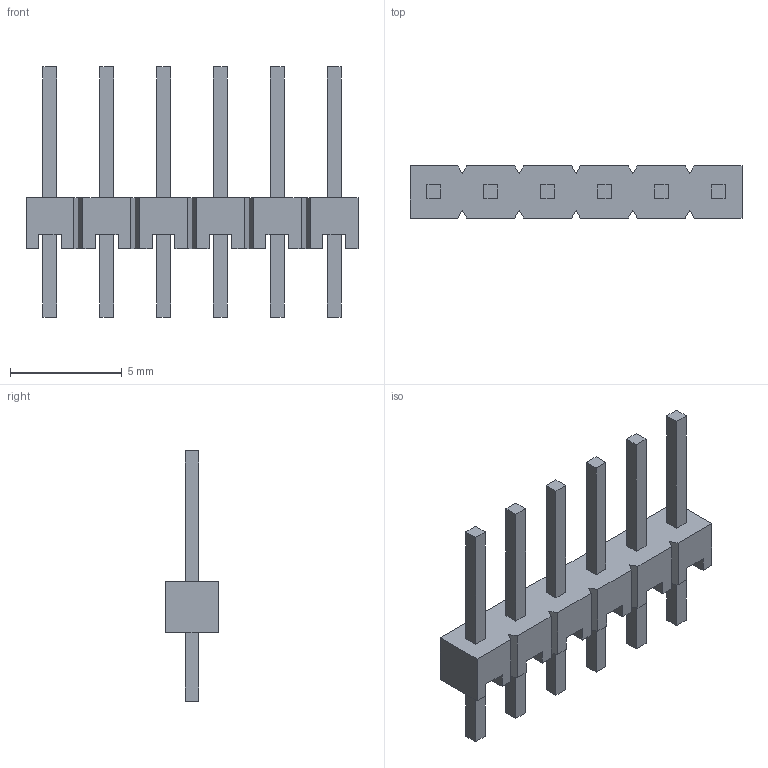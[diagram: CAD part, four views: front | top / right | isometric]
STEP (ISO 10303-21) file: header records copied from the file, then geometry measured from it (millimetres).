
FILE_DESCRIPTION((''),'2;1');
FILE_NAME('C-5-146282-6','2016-09-15T',('workeradm'),('Tyco Electronics Ltd.'),'CREO PARAMETRIC BY PTC INC, 2016050','CREO PARAMETRIC BY PTC INC, 2016050','');
FILE_SCHEMA(('AUTOMOTIVE_DESIGN { 1 0 10303 214 1 1 1 1 }'));
Length unit declared in the file: millimetre
Products named in the file (1): C-5-146282-6
Bounding box: 14.83 x 2.34 x 11.18 mm (x, y, z)
Volume: 90.7 mm3; surface area: 308.1 mm2
Topology: 1 solids, 1 shells, 120 faces, 318 edges, 212 vertices
Faces by surface type: plane 120
Entity records: 3818 total; most frequent: CARTESIAN_POINT 652, ORIENTED_EDGE 636, DIRECTION 558, VECTOR 318, LINE 318, EDGE_CURVE 318, VERTEX_POINT 212, EDGE_LOOP 132
